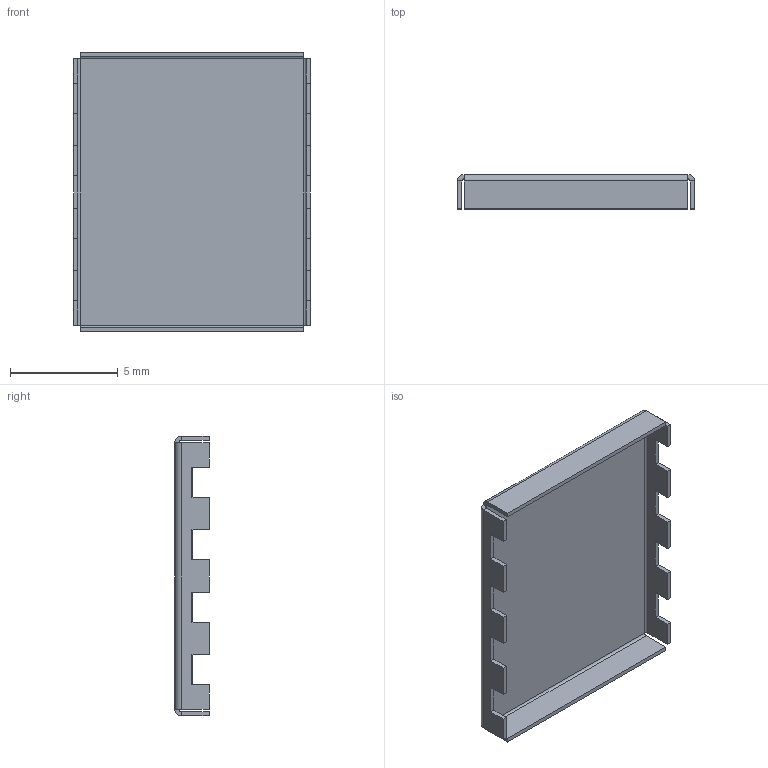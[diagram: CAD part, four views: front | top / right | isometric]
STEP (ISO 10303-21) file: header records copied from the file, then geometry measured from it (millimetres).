
FILE_DESCRIPTION(/* description */ (''),/* implementation_level */ '2;1');
FILE_NAME(/* name */ 'Cypress CYW43455 Wireless Module Cover_ RPi4ModelB_ipt_31d24c16.STEP',/* time_stamp */ '2024-05-28T16:08:07+01:00',/* author */ ('rlndo'),/* organization */ (''),/* preprocessor_version */ 'ST-DEVELOPER v16.13',/* originating_system */ 'Autodesk Inventor 2018',/* authorisation */ '');
FILE_SCHEMA (('AUTOMOTIVE_DESIGN { 1 0 10303 214 3 1 1 }'));
Length unit declared in the file: millimetre
Products named in the file (1): Cypress CYW43455 Wireless Module Cover, RPi4ModelB
Bounding box: 11 x 1.6 x 13 mm (x, y, z)
Volume: 38.7 mm3; surface area: 401.5 mm2
Topology: 1 solids, 1 shells, 70 faces, 172 edges, 104 vertices
Faces by surface type: plane 62, cylinder 8
Entity records: 2042 total; most frequent: CARTESIAN_POINT 347, ORIENTED_EDGE 344, DIRECTION 330, EDGE_CURVE 172, LINE 156, VECTOR 156, VERTEX_POINT 104, AXIS2_PLACEMENT_3D 87
